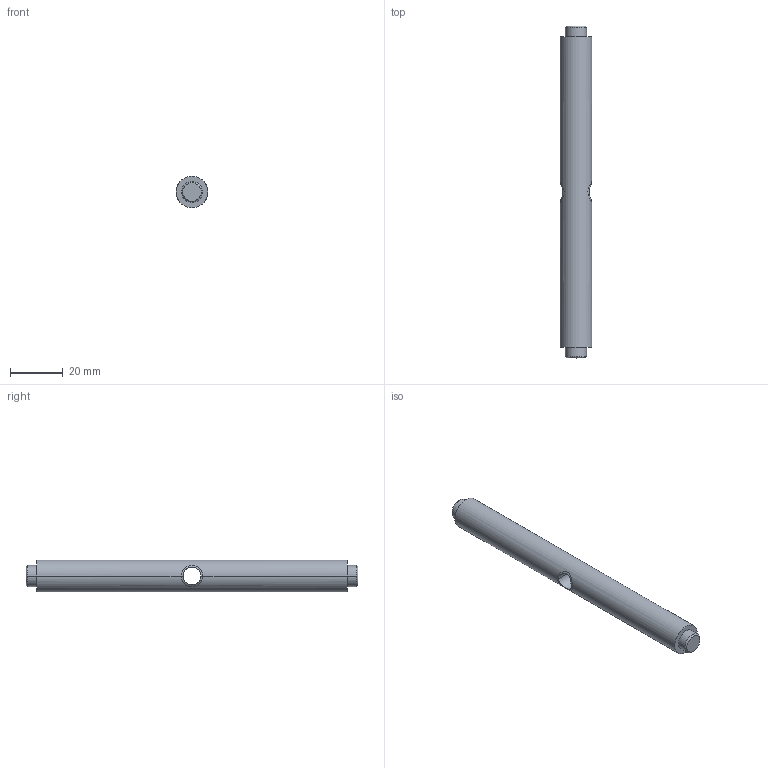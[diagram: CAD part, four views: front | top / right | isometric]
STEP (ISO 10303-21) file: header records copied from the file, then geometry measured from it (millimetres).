
FILE_DESCRIPTION((''),'2;1');
FILE_NAME('ENTRETOISE_PIVOT','2021-10-06T07:38:30',('laure'),(''),'CREO PARAMETRIC BY PTC INC, 2020281','CREO PARAMETRIC BY PTC INC, 2020281','');
FILE_SCHEMA(('CONFIG_CONTROL_DESIGN'));
Length unit declared in the file: millimetre
Products named in the file (1): ENTRETOISE_PIVOT
Bounding box: 12 x 126 x 12 mm (x, y, z)
Volume: 13324.1 mm3; surface area: 5283.3 mm2
Topology: 1 solids, 2 shells, 18 faces, 40 edges, 24 vertices
Faces by surface type: cylinder 10, cone 4, plane 4
Entity records: 668 total; most frequent: CARTESIAN_POINT 223, DIRECTION 86, ORIENTED_EDGE 76, EDGE_CURVE 40, AXIS2_PLACEMENT_3D 35, VERTEX_POINT 24, EDGE_LOOP 20, FACE_OUTER_BOUND 18
